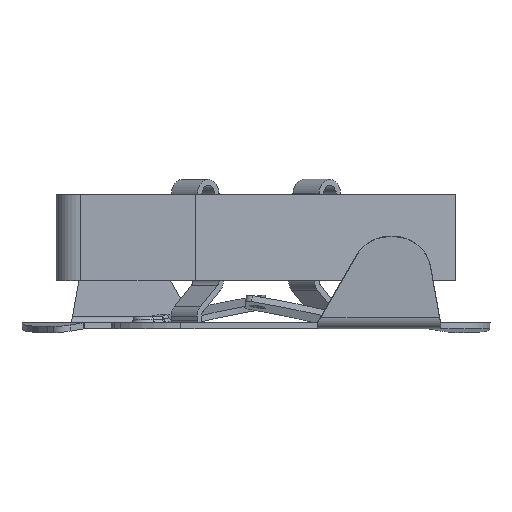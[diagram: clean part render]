
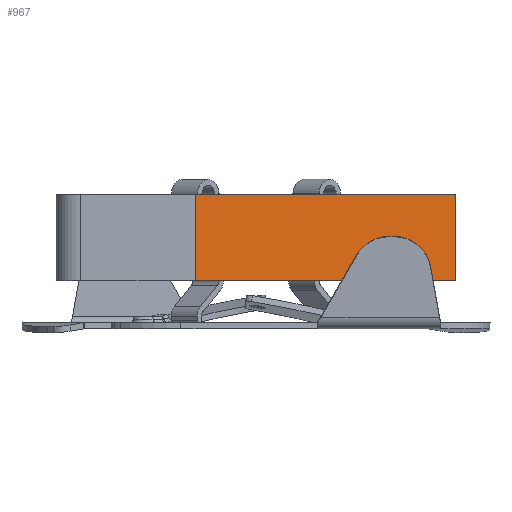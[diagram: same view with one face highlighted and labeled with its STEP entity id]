
A CAD part, left-side view. The second image highlights one B-rep face of the part: STEP entity #967.
In plain terms, the highlighted planar face has unit normal (-0.707, -0.707, 0).
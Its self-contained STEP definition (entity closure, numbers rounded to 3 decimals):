
#73=CARTESIAN_POINT('',(-16.25,4.936,10.9));
#74=VERTEX_POINT('',#73);
#83=CARTESIAN_POINT('',(4.936,-16.25,10.9));
#84=VERTEX_POINT('',#83);
#85=CARTESIAN_POINT('',(4.936,-16.25,10.9));
#86=DIRECTION('',(-0.707,0.707,0.0));
#87=VECTOR('',#86,29.962);
#88=LINE('',#85,#87);
#89=EDGE_CURVE('',#84,#74,#88,.T.);
#419=CARTESIAN_POINT('',(-16.25,4.936,3.9));
#420=VERTEX_POINT('',#419);
#421=CARTESIAN_POINT('',(4.936,-16.25,3.9));
#422=VERTEX_POINT('',#421);
#423=CARTESIAN_POINT('',(-16.25,4.936,3.9));
#424=DIRECTION('',(0.707,-0.707,0.0));
#425=VECTOR('',#424,29.962);
#426=LINE('',#423,#425);
#427=EDGE_CURVE('',#420,#422,#426,.T.);
#946=CARTESIAN_POINT('',(-16.25,4.936,10.9));
#947=DIRECTION('',(-0.707,-0.707,0.0));
#948=DIRECTION('',(0.0,0.0,-1.0));
#949=AXIS2_PLACEMENT_3D('',#946,#947,#948);
#950=PLANE('',#949);
#951=ORIENTED_EDGE('',*,*,#427,.T.);
#952=CARTESIAN_POINT('',(4.936,-16.25,10.9));
#953=DIRECTION('',(0.0,0.0,-1.0));
#954=VECTOR('',#953,7.);
#955=LINE('',#952,#954);
#956=EDGE_CURVE('',#84,#422,#955,.T.);
#957=ORIENTED_EDGE('',*,*,#956,.F.);
#958=ORIENTED_EDGE('',*,*,#89,.T.);
#959=CARTESIAN_POINT('',(-16.25,4.936,10.9));
#960=DIRECTION('',(0.0,0.0,-1.0));
#961=VECTOR('',#960,7.);
#962=LINE('',#959,#961);
#963=EDGE_CURVE('',#74,#420,#962,.T.);
#964=ORIENTED_EDGE('',*,*,#963,.T.);
#965=EDGE_LOOP('',(#951,#957,#958,#964));
#966=FACE_OUTER_BOUND('',#965,.T.);
#967=ADVANCED_FACE('',(#966),#950,.T.);
